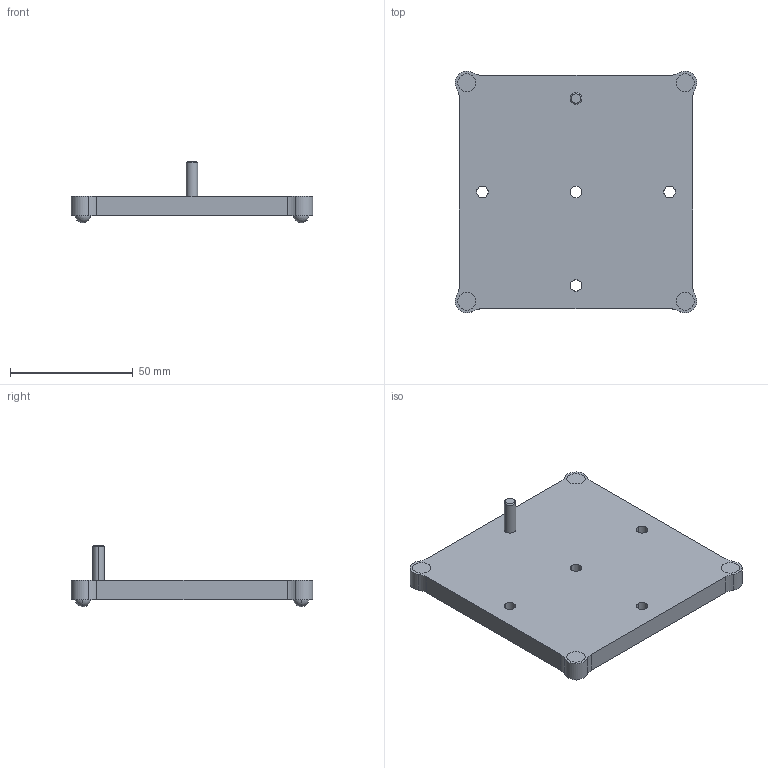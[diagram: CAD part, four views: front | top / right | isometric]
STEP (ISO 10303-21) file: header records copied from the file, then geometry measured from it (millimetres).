
FILE_DESCRIPTION (( 'STEP AP214' ), '1' );
FILE_NAME ('MP3-BLANK_A.STEP', '2023-10-12T19:20:10', ( '' ), ( '' ), 'SwSTEP 2.0', 'SolidWorks 2022', '' );
FILE_SCHEMA (( 'AUTOMOTIVE_DESIGN' ));
Length unit declared in the file: inch
Products named in the file (1): MP3-BLANK_A
Bounding box: 98.42 x 98.42 x 25.1 mm (x, y, z)
Surface area: 22510.2 mm2 (no closed solid volume)
Topology: 0 solids, 14 shells, 54 faces, 166 edges, 124 vertices
Faces by surface type: cylinder 26, plane 16, sphere 8, cone 4
Entity records: 2536 total; most frequent: DIRECTION 360, CARTESIAN_POINT 313, ORIENTED_EDGE 252, AXIS2_PLACEMENT_3D 159, EDGE_CURVE 146, VERTEX_POINT 112, CIRCLE 104, EDGE_LOOP 76
